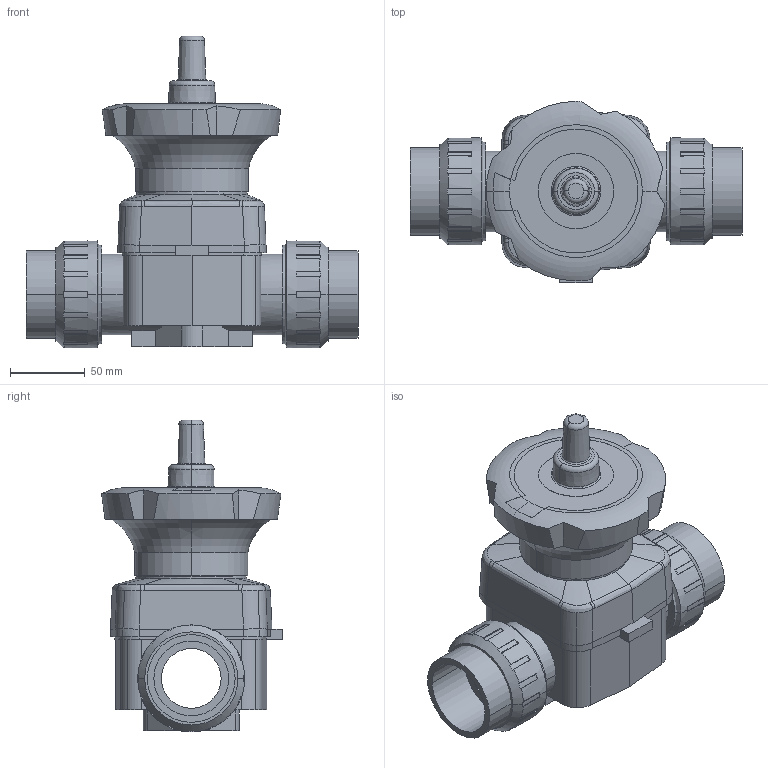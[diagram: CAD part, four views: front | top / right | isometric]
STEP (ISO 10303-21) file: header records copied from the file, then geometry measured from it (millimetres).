
FILE_DESCRIPTION(('STEP AP214'),'1');
FILE_NAME('dkuiv050e.stp','2017-04-07T15:20:12',('TraceParts'),('TraceParts S.A.'),'Spatial InterOp 3D',' ',' ');
FILE_SCHEMA(('automotive_design'));
Length unit declared in the file: millimetre
Products named in the file (7): dkuiv050e_1; dkuiv050e_2; dkuiv050e_3; dkuiv050e_4; dkuiv050e_5; dkuiv050e_6; dkuiv050e_7
Bounding box: 222 x 121 x 208.5 mm (x, y, z)
Volume: 1398292.5 mm3; surface area: 205382 mm2
Topology: 7 solids, 7 shells, 379 faces, 1003 edges, 653 vertices
Faces by surface type: plane 196, cylinder 122, bspline 28, cone 19, torus 14
Entity records: 16524 total; most frequent: CARTESIAN_POINT 3952, ORIENTED_EDGE 2006, DIRECTION 1990, EDGE_CURVE 1003, AXIS2_PLACEMENT_3D 763, VERTEX_POINT 653, LINE 464, VECTOR 464
